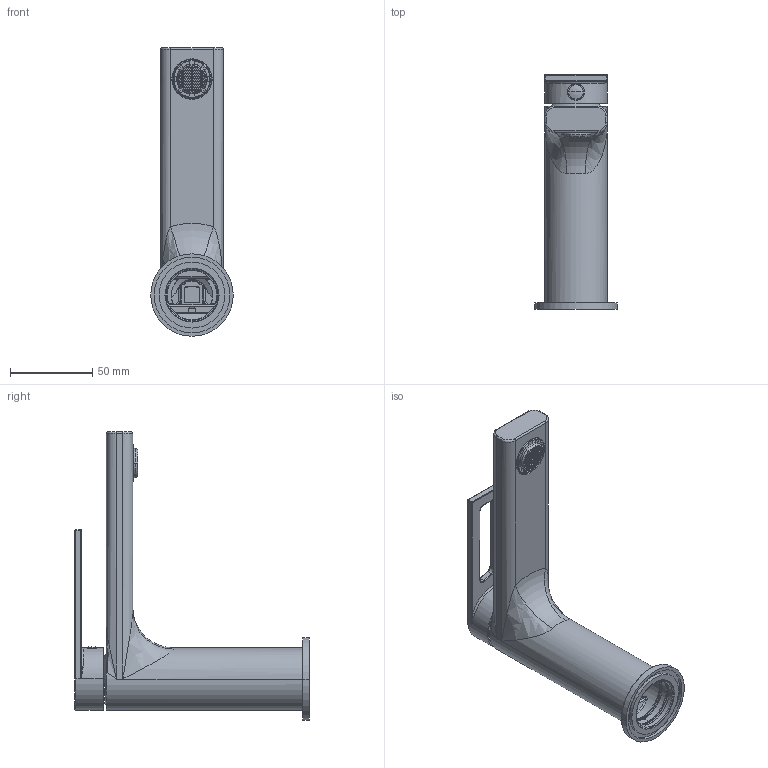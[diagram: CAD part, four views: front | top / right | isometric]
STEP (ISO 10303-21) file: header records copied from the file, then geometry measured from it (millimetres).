
FILE_DESCRIPTION((''),'2;1');
FILE_NAME('AOTT201','2021-05-25T08:34:42',('Michela Ferrini'),(''),'CREO PARAMETRIC BY PTC INC, 2020281','CREO PARAMETRIC BY PTC INC, 2020281','');
FILE_SCHEMA(('CONFIG_CONTROL_DESIGN'));
Length unit declared in the file: millimetre
Products named in the file (7): AOTT201C001; AOTT005C001; SPLMAC0001; SCCMAC0001; SBTMAC0002; SARMAC0007; AOTT201
Assembly tree (6 placements, depth 2):
  AOTT201
    AOTT201C001
    AOTT005C001
    SPLMAC0001
    SCCMAC0001
    SBTMAC0002
    SARMAC0007
Bounding box: 50 x 142.13 x 175 mm (x, y, z)
Volume: 112014.2 mm3; surface area: 78082.2 mm2
Topology: 6 solids, 11 shells, 2977 faces, 8112 edges, 5652 vertices
Faces by surface type: plane 1850, cylinder 864, bspline 124, torus 79, cone 43, sphere 17
Entity records: 108763 total; most frequent: CARTESIAN_POINT 33931, ORIENTED_EDGE 16174, DIRECTION 14280, EDGE_CURVE 8101, VERTEX_POINT 5634, AXIS2_PLACEMENT_3D 4761, VECTOR 4758, LINE 4758
